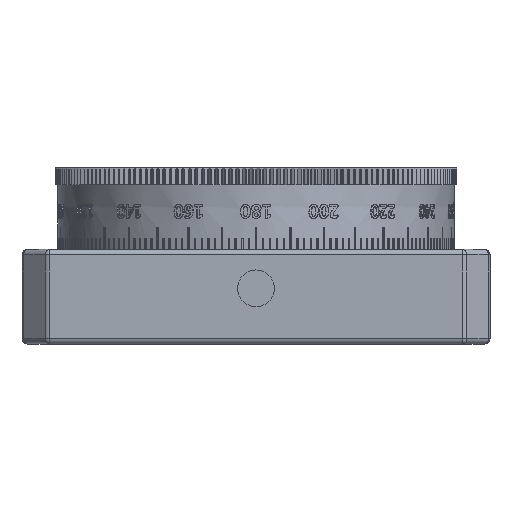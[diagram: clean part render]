
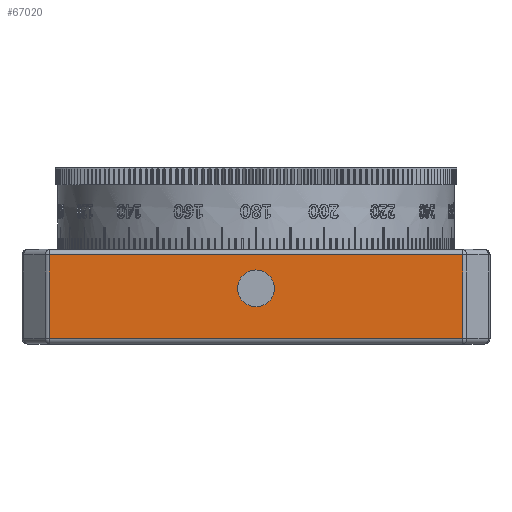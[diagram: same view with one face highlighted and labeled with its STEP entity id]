
A CAD part, front view. The second image highlights one B-rep face of the part: STEP entity #67020.
In plain terms, the highlighted planar face has unit normal (0, -1, 0).
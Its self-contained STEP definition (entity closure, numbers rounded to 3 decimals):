
#2857 = LINE ( 'NONE', #120867, #85732 ) ;
#6437 = AXIS2_PLACEMENT_3D ( 'NONE', #102881, #46925, #93541 ) ;
#10298 = CARTESIAN_POINT ( 'NONE',  ( 14.908, -18.043, -3.75 ) ) ;
#11396 = VECTOR ( 'NONE', #109278, 1000. ) ;
#11551 = VECTOR ( 'NONE', #18807, 1000. ) ;
#14598 = CARTESIAN_POINT ( 'NONE',  ( 14.908, -18.043, 4.25 ) ) ;
#16282 = ORIENTED_EDGE ( 'NONE', *, *, #100015, .F. ) ;
#18807 = DIRECTION ( 'NONE',  ( 1., 0., 0. ) ) ;
#25140 = ORIENTED_EDGE ( 'NONE', *, *, #60300, .F. ) ;
#32189 = ORIENTED_EDGE ( 'NONE', *, *, #91509, .T. ) ;
#32670 = CARTESIAN_POINT ( 'NONE',  ( -3.635, -18.043, -0.9 ) ) ;
#33501 = CARTESIAN_POINT ( 'NONE',  ( 10.365, -18.043, -3.75 ) ) ;
#41668 = DIRECTION ( 'NONE',  ( 0., 0., -1. ) ) ;
#42329 = VERTEX_POINT ( 'NONE', #32670 ) ;
#43367 = EDGE_CURVE ( 'NONE', #55256, #131244, #85225, .T. ) ;
#43993 = CARTESIAN_POINT ( 'NONE',  ( 14.908, -18.043, 3.75 ) ) ;
#44224 = EDGE_CURVE ( 'NONE', #131244, #140706, #142627, .T. ) ;
#45777 = CARTESIAN_POINT ( 'NONE',  ( -22.385, -18.043, 3.75 ) ) ;
#46162 = PLANE ( 'NONE',  #6437 ) ;
#46925 = DIRECTION ( 'NONE',  ( 0., 1., 0. ) ) ;
#51785 = DIRECTION ( 'NONE',  ( 0., -1., 0. ) ) ;
#54710 = EDGE_LOOP ( 'NONE', ( #25140, #16282 ) ) ;
#55256 = VERTEX_POINT ( 'NONE', #10298 ) ;
#55516 = FACE_BOUND ( 'NONE', #54710, .T. ) ;
#57212 = CARTESIAN_POINT ( 'NONE',  ( -3.635, -18.043, 0.75 ) ) ;
#57793 = FACE_OUTER_BOUND ( 'NONE', #109410, .T. ) ;
#60300 = EDGE_CURVE ( 'NONE', #42329, #72849, #144160, .T. ) ;
#60566 = CARTESIAN_POINT ( 'NONE',  ( -3.635, -18.043, 2.4 ) ) ;
#67020 = ADVANCED_FACE ( 'NONE', ( #55516, #57793 ), #46162, .F. ) ;
#68095 = EDGE_CURVE ( 'NONE', #140706, #71446, #2857, .T. ) ;
#71095 = ORIENTED_EDGE ( 'NONE', *, *, #68095, .T. ) ;
#71446 = VERTEX_POINT ( 'NONE', #75632 ) ;
#72849 = VERTEX_POINT ( 'NONE', #60566 ) ;
#75632 = CARTESIAN_POINT ( 'NONE',  ( -22.178, -18.043, -3.75 ) ) ;
#78800 = ORIENTED_EDGE ( 'NONE', *, *, #43367, .T. ) ;
#85225 = LINE ( 'NONE', #14598, #11396 ) ;
#85732 = VECTOR ( 'NONE', #97551, 1000. ) ;
#88283 = CARTESIAN_POINT ( 'NONE',  ( -3.635, -18.043, 0.75 ) ) ;
#91509 = EDGE_CURVE ( 'NONE', #71446, #55256, #92502, .T. ) ;
#92502 = LINE ( 'NONE', #33501, #11551 ) ;
#92943 = DIRECTION ( 'NONE',  ( 0., -1., 0. ) ) ;
#93541 = DIRECTION ( 'NONE',  ( 1., 0., 0. ) ) ;
#95155 = AXIS2_PLACEMENT_3D ( 'NONE', #57212, #92943, #150447 ) ;
#97033 = AXIS2_PLACEMENT_3D ( 'NONE', #88283, #51785, #41668 ) ;
#97551 = DIRECTION ( 'NONE',  ( 0., 0., -1. ) ) ;
#98277 = VECTOR ( 'NONE', #103286, 1000. ) ;
#100015 = EDGE_CURVE ( 'NONE', #72849, #42329, #100162, .T. ) ;
#100162 = CIRCLE ( 'NONE', #95155, 1.65 ) ;
#102881 = CARTESIAN_POINT ( 'NONE',  ( 10.365, -18.043, 4.25 ) ) ;
#103286 = DIRECTION ( 'NONE',  ( -1., 0., 0. ) ) ;
#109278 = DIRECTION ( 'NONE',  ( 0., 0., 1. ) ) ;
#109410 = EDGE_LOOP ( 'NONE', ( #71095, #32189, #78800, #138131 ) ) ;
#120867 = CARTESIAN_POINT ( 'NONE',  ( -22.178, -18.043, 4.25 ) ) ;
#131244 = VERTEX_POINT ( 'NONE', #43993 ) ;
#138131 = ORIENTED_EDGE ( 'NONE', *, *, #44224, .T. ) ;
#140706 = VERTEX_POINT ( 'NONE', #152919 ) ;
#142627 = LINE ( 'NONE', #45777, #98277 ) ;
#144160 = CIRCLE ( 'NONE', #97033, 1.65 ) ;
#150447 = DIRECTION ( 'NONE',  ( 0., 0., -1. ) ) ;
#152919 = CARTESIAN_POINT ( 'NONE',  ( -22.178, -18.043, 3.75 ) ) ;
